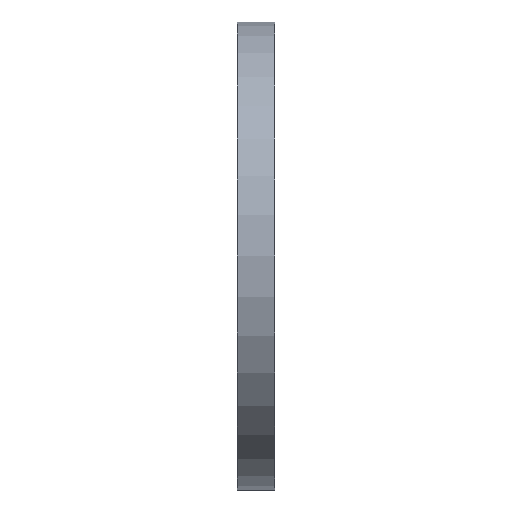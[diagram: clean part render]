
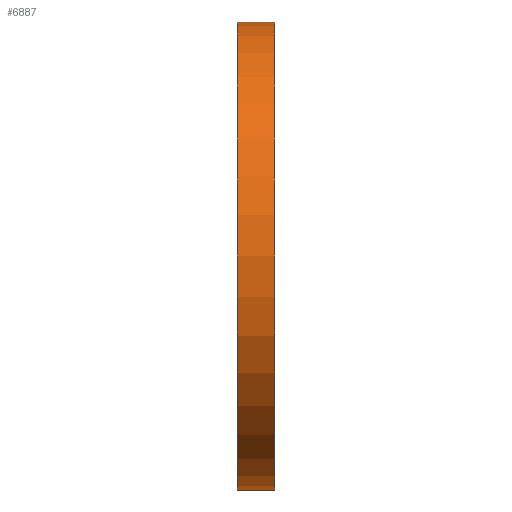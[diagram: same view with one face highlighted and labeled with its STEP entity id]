
A CAD part, left-side view. The second image highlights one B-rep face of the part: STEP entity #6887.
In plain terms, the highlighted cylindrical face has radius 50 mm (diameter 100 mm), a partial arc.
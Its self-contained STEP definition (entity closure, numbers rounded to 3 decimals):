
#95 = EDGE_CURVE ( 'NONE', #10050, #8459, #11625, .T. ) ;
#472 = CIRCLE ( 'NONE', #2225, 50. ) ;
#612 = DIRECTION ( 'NONE',  ( 0., -1., 0. ) ) ;
#924 = AXIS2_PLACEMENT_3D ( 'NONE', #10681, #3469, #4733 ) ;
#1595 = CARTESIAN_POINT ( 'NONE',  ( 0., -4., 50. ) ) ;
#2059 = CARTESIAN_POINT ( 'NONE',  ( 0., -4., -50. ) ) ;
#2072 = EDGE_CURVE ( 'NONE', #4495, #3541, #472, .T. ) ;
#2225 = AXIS2_PLACEMENT_3D ( 'NONE', #5835, #14066, #8110 ) ;
#3469 = DIRECTION ( 'NONE',  ( 0., 1., 0. ) ) ;
#3479 = VECTOR ( 'NONE', #10437, 1000. ) ;
#3541 = VERTEX_POINT ( 'NONE', #1595 ) ;
#4454 = DIRECTION ( 'NONE',  ( 0., -1., 0. ) ) ;
#4495 = VERTEX_POINT ( 'NONE', #2059 ) ;
#4611 = ORIENTED_EDGE ( 'NONE', *, *, #95, .F. ) ;
#4650 = FACE_OUTER_BOUND ( 'NONE', #4764, .T. ) ;
#4733 = DIRECTION ( 'NONE',  ( 0., 0., 1. ) ) ;
#4764 = EDGE_LOOP ( 'NONE', ( #5518, #4611, #8072, #7032 ) ) ;
#5518 = ORIENTED_EDGE ( 'NONE', *, *, #8131, .F. ) ;
#5675 = CARTESIAN_POINT ( 'NONE',  ( 0., 4., -50. ) ) ;
#5835 = CARTESIAN_POINT ( 'NONE',  ( 0., -4., 0. ) ) ;
#6614 = CARTESIAN_POINT ( 'NONE',  ( 0., 4., 0. ) ) ;
#6887 = ADVANCED_FACE ( 'NONE', ( #4650 ), #10665, .T. ) ;
#7032 = ORIENTED_EDGE ( 'NONE', *, *, #2072, .T. ) ;
#7827 = LINE ( 'NONE', #8042, #10445 ) ;
#8042 = CARTESIAN_POINT ( 'NONE',  ( 0., 4., 50. ) ) ;
#8072 = ORIENTED_EDGE ( 'NONE', *, *, #10458, .T. ) ;
#8110 = DIRECTION ( 'NONE',  ( 0., 0., 1. ) ) ;
#8131 = EDGE_CURVE ( 'NONE', #8459, #3541, #7827, .T. ) ;
#8375 = LINE ( 'NONE', #15201, #3479 ) ;
#8459 = VERTEX_POINT ( 'NONE', #14229 ) ;
#8930 = DIRECTION ( 'NONE',  ( 0., 0., -1. ) ) ;
#10050 = VERTEX_POINT ( 'NONE', #5675 ) ;
#10437 = DIRECTION ( 'NONE',  ( 0., -1., 0. ) ) ;
#10445 = VECTOR ( 'NONE', #4454, 1000. ) ;
#10458 = EDGE_CURVE ( 'NONE', #10050, #4495, #8375, .T. ) ;
#10665 = CYLINDRICAL_SURFACE ( 'NONE', #13533, 50. ) ;
#10681 = CARTESIAN_POINT ( 'NONE',  ( 0., 4., 0. ) ) ;
#11625 = CIRCLE ( 'NONE', #924, 50. ) ;
#13533 = AXIS2_PLACEMENT_3D ( 'NONE', #6614, #612, #8930 ) ;
#14066 = DIRECTION ( 'NONE',  ( 0., 1., 0. ) ) ;
#14229 = CARTESIAN_POINT ( 'NONE',  ( 0., 4., 50. ) ) ;
#15201 = CARTESIAN_POINT ( 'NONE',  ( 0., 4., -50. ) ) ;
